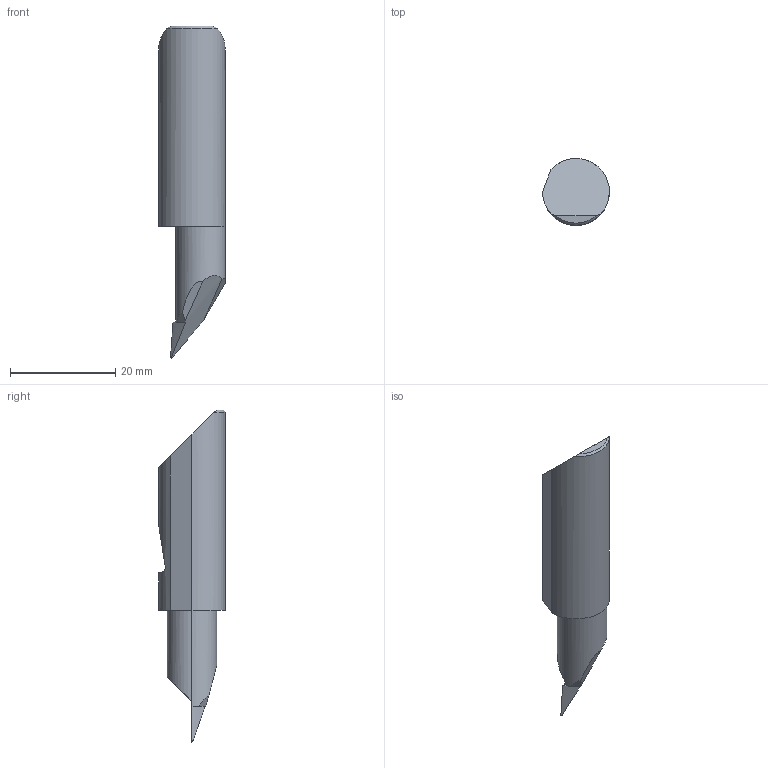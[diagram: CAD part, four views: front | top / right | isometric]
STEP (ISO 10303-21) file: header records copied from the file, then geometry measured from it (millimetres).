
FILE_DESCRIPTION (( 'STEP AP214' ), '1' );
FILE_NAME ('Micro_QPF8-4101000.STEP', '2021-09-21T14:01:25', ( '' ), ( '' ), 'SwSTEP 2.0', 'SolidWorks 2020', '' );
FILE_SCHEMA (( 'AUTOMOTIVE_DESIGN' ));
Length unit declared in the file: inch
Products named in the file (1): Micro_QPF8-4101000
Bounding box: 12.7 x 12.7 x 63.15 mm (x, y, z)
Volume: 5220 mm3; surface area: 2105 mm2
Topology: 1 solids, 1 shells, 25 faces, 59 edges, 37 vertices
Faces by surface type: plane 14, cylinder 10, cone 1
Entity records: 797 total; most frequent: CARTESIAN_POINT 248, ORIENTED_EDGE 118, DIRECTION 92, EDGE_CURVE 59, VERTEX_POINT 37, AXIS2_PLACEMENT_3D 35, EDGE_LOOP 26, FACE_OUTER_BOUND 25
